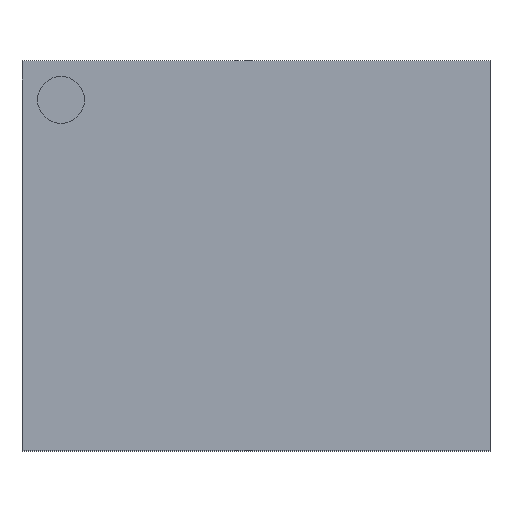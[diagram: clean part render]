
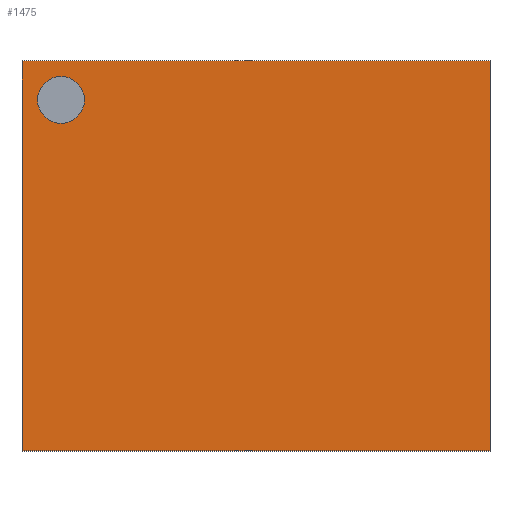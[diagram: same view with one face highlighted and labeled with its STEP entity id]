
A CAD part, top view. The second image highlights one B-rep face of the part: STEP entity #1475.
In plain terms, the highlighted planar face has unit normal (0, 0, 1).
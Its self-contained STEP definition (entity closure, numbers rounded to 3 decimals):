
#31=FACE_BOUND('',#231,.T.);
#62=PLANE('',#1603);
#142=FACE_OUTER_BOUND('',#230,.T.);
#230=EDGE_LOOP('',(#1222,#1223,#1224,#1225));
#231=EDGE_LOOP('',(#1226));
#324=LINE('',#2204,#497);
#347=LINE('',#2252,#520);
#371=LINE('',#2309,#544);
#372=LINE('',#2311,#545);
#497=VECTOR('',#1762,10.);
#520=VECTOR('',#1807,10.);
#544=VECTOR('',#1873,10.);
#545=VECTOR('',#1876,10.);
#626=CIRCLE('',#1547,0.3);
#660=VERTEX_POINT('',#2089);
#706=VERTEX_POINT('',#2201);
#707=VERTEX_POINT('',#2203);
#720=VERTEX_POINT('',#2249);
#721=VERTEX_POINT('',#2251);
#798=EDGE_CURVE('',#660,#660,#626,.T.);
#854=EDGE_CURVE('',#707,#706,#324,.T.);
#879=EDGE_CURVE('',#721,#720,#347,.T.);
#907=EDGE_CURVE('',#720,#707,#371,.T.);
#908=EDGE_CURVE('',#706,#721,#372,.T.);
#1222=ORIENTED_EDGE('',*,*,#908,.T.);
#1223=ORIENTED_EDGE('',*,*,#879,.T.);
#1224=ORIENTED_EDGE('',*,*,#907,.T.);
#1225=ORIENTED_EDGE('',*,*,#854,.T.);
#1226=ORIENTED_EDGE('',*,*,#798,.T.);
#1475=ADVANCED_FACE('',(#142,#31),#62,.T.);
#1547=AXIS2_PLACEMENT_3D('',#2090,#1672,#1673);
#1603=AXIS2_PLACEMENT_3D('',#2312,#1877,#1878);
#1672=DIRECTION('center_axis',(0.,0.,-1.));
#1673=DIRECTION('ref_axis',(-1.,0.,0.));
#1762=DIRECTION('',(0.,-1.,0.));
#1807=DIRECTION('',(0.,1.,0.));
#1873=DIRECTION('',(-1.,0.,0.));
#1876=DIRECTION('',(1.,0.,0.));
#1877=DIRECTION('center_axis',(0.,0.,1.));
#1878=DIRECTION('ref_axis',(1.,0.,0.));
#2089=CARTESIAN_POINT('',(-2.2,2.,0.7));
#2090=CARTESIAN_POINT('Origin',(-2.5,2.,0.7));
#2201=CARTESIAN_POINT('',(-3.,-2.5,0.7));
#2203=CARTESIAN_POINT('',(-3.,2.5,0.7));
#2204=CARTESIAN_POINT('',(-3.,-2.5,0.7));
#2249=CARTESIAN_POINT('',(3.,2.5,0.7));
#2251=CARTESIAN_POINT('',(3.,-2.5,0.7));
#2252=CARTESIAN_POINT('',(3.,2.5,0.7));
#2309=CARTESIAN_POINT('',(-3.,2.5,0.7));
#2311=CARTESIAN_POINT('',(3.,-2.5,0.7));
#2312=CARTESIAN_POINT('Origin',(0.,0.,0.7));
